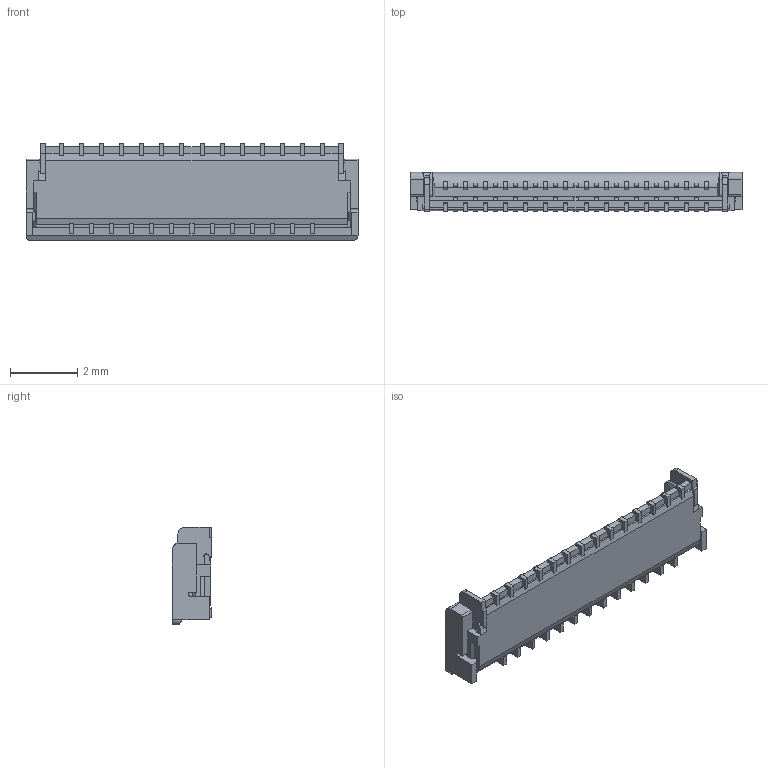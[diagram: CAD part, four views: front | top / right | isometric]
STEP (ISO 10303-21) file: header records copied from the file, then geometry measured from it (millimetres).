
FILE_DESCRIPTION((''),'2;1');
FILE_NAME('C-2013496-9','2014-08-04T',('workeradm'),('Tyco Electronics Ltd.'),'PRO/ENGINEER BY PARAMETRIC TECHNOLOGY CORPORATION, 2013050','PRO/ENGINEER BY PARAMETRIC TECHNOLOGY CORPORATION, 2013050','');
FILE_SCHEMA(('AUTOMOTIVE_DESIGN { 1 0 10303 214 1 1 1 1 }'));
Length unit declared in the file: millimetre
Products named in the file (1): C-2013496-9
Bounding box: 9.9 x 1.17 x 2.9 mm (x, y, z)
Volume: 23.1 mm3; surface area: 100.9 mm2
Topology: 1 solids, 1 shells, 603 faces, 1800 edges, 1196 vertices
Faces by surface type: plane 473, cylinder 130
Entity records: 20395 total; most frequent: CARTESIAN_POINT 3656, ORIENTED_EDGE 3600, DIRECTION 3302, EDGE_CURVE 1800, VECTOR 1476, LINE 1476, VERTEX_POINT 1196, AXIS2_PLACEMENT_3D 913
